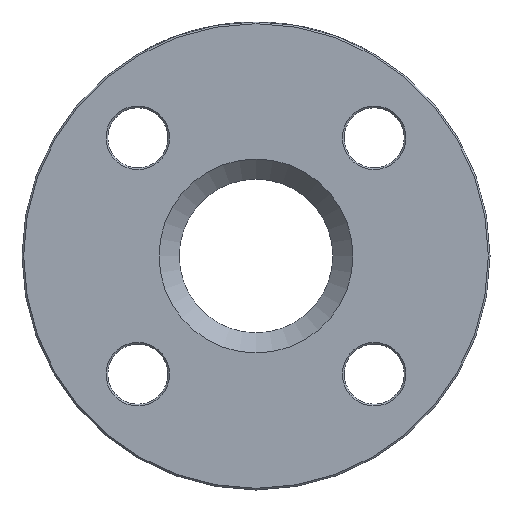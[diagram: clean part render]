
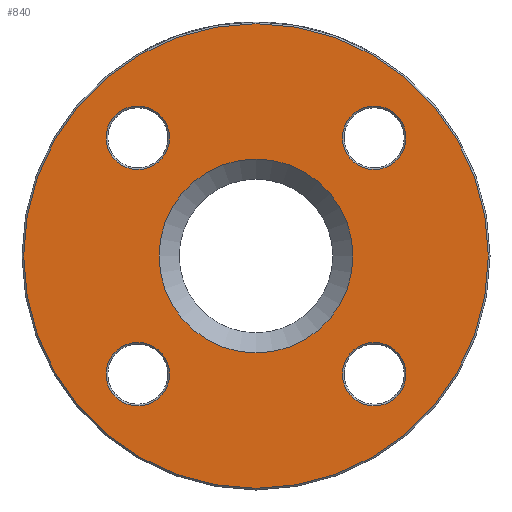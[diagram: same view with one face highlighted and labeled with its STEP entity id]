
A CAD part, left-side view. The second image highlights one B-rep face of the part: STEP entity #840.
In plain terms, the highlighted planar face has unit normal (-1, 0, 0).
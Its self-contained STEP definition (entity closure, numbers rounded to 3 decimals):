
#50 = DIRECTION ( 'NONE',  ( 0., 0., -1. ) ) ;
#73 = AXIS2_PLACEMENT_3D ( 'NONE', #3673, #2529, #234 ) ;
#234 = DIRECTION ( 'NONE',  ( 0., 0., -1. ) ) ;
#297 = ORIENTED_EDGE ( 'NONE', *, *, #4052, .T. ) ;
#449 = EDGE_LOOP ( 'NONE', ( #297 ) ) ;
#569 = FACE_BOUND ( 'NONE', #4950, .T. ) ;
#713 = DIRECTION ( 'NONE',  ( 0., 0., -1. ) ) ;
#840 = ADVANCED_FACE ( 'NONE', ( #1377, #4796, #1424, #3347, #569, #4865 ), #2885, .F. ) ;
#858 = EDGE_LOOP ( 'NONE', ( #4208 ) ) ;
#884 = CIRCLE ( 'NONE', #3309, 9.5 ) ;
#900 = DIRECTION ( 'NONE',  ( 0., 0., -1. ) ) ;
#1154 = EDGE_CURVE ( 'NONE', #2309, #2309, #1288, .T. ) ;
#1288 = CIRCLE ( 'NONE', #2094, 9.5 ) ;
#1377 = FACE_BOUND ( 'NONE', #2676, .T. ) ;
#1424 = FACE_BOUND ( 'NONE', #1691, .T. ) ;
#1492 = DIRECTION ( 'NONE',  ( 1., 0., 0. ) ) ;
#1691 = EDGE_LOOP ( 'NONE', ( #2855 ) ) ;
#1730 = EDGE_CURVE ( 'NONE', #3039, #3039, #2922, .T. ) ;
#1777 = AXIS2_PLACEMENT_3D ( 'NONE', #2474, #4316, #4744 ) ;
#1862 = DIRECTION ( 'NONE',  ( 0., 0., -1. ) ) ;
#1866 = CARTESIAN_POINT ( 'NONE',  ( 0., 35.355, -44.855 ) ) ;
#1934 = CIRCLE ( 'NONE', #2895, 69.5 ) ;
#1938 = VERTEX_POINT ( 'NONE', #4895 ) ;
#1963 = VERTEX_POINT ( 'NONE', #3872 ) ;
#2049 = DIRECTION ( 'NONE',  ( 1., 0., 0. ) ) ;
#2094 = AXIS2_PLACEMENT_3D ( 'NONE', #3238, #2049, #3568 ) ;
#2144 = DIRECTION ( 'NONE',  ( -1., 0., 0. ) ) ;
#2145 = EDGE_CURVE ( 'NONE', #4621, #4621, #884, .T. ) ;
#2309 = VERTEX_POINT ( 'NONE', #3842 ) ;
#2420 = EDGE_CURVE ( 'NONE', #1938, #1938, #3775, .T. ) ;
#2474 = CARTESIAN_POINT ( 'NONE',  ( 0., 0., 0. ) ) ;
#2529 = DIRECTION ( 'NONE',  ( 1., 0., 0. ) ) ;
#2565 = CARTESIAN_POINT ( 'NONE',  ( 0., 0., 0. ) ) ;
#2568 = AXIS2_PLACEMENT_3D ( 'NONE', #3745, #4540, #1862 ) ;
#2661 = VERTEX_POINT ( 'NONE', #2707 ) ;
#2676 = EDGE_LOOP ( 'NONE', ( #2748 ) ) ;
#2707 = CARTESIAN_POINT ( 'NONE',  ( 0., -35.355, -44.855 ) ) ;
#2748 = ORIENTED_EDGE ( 'NONE', *, *, #2420, .T. ) ;
#2855 = ORIENTED_EDGE ( 'NONE', *, *, #1154, .T. ) ;
#2885 = PLANE ( 'NONE',  #73 ) ;
#2895 = AXIS2_PLACEMENT_3D ( 'NONE', #2565, #2144, #713 ) ;
#2922 = CIRCLE ( 'NONE', #3340, 9.5 ) ;
#3016 = CARTESIAN_POINT ( 'NONE',  ( 0., 35.355, 25.855 ) ) ;
#3039 = VERTEX_POINT ( 'NONE', #1866 ) ;
#3238 = CARTESIAN_POINT ( 'NONE',  ( 0., -35.355, 35.355 ) ) ;
#3309 = AXIS2_PLACEMENT_3D ( 'NONE', #3963, #1492, #50 ) ;
#3340 = AXIS2_PLACEMENT_3D ( 'NONE', #4821, #4399, #900 ) ;
#3347 = FACE_BOUND ( 'NONE', #4085, .T. ) ;
#3494 = ORIENTED_EDGE ( 'NONE', *, *, #3799, .T. ) ;
#3568 = DIRECTION ( 'NONE',  ( 0., 0., -1. ) ) ;
#3673 = CARTESIAN_POINT ( 'NONE',  ( 0., 23., 0. ) ) ;
#3745 = CARTESIAN_POINT ( 'NONE',  ( 0., -35.355, -35.355 ) ) ;
#3775 = CIRCLE ( 'NONE', #1777, 29. ) ;
#3799 = EDGE_CURVE ( 'NONE', #2661, #2661, #3945, .T. ) ;
#3842 = CARTESIAN_POINT ( 'NONE',  ( 0., -35.355, 25.855 ) ) ;
#3872 = CARTESIAN_POINT ( 'NONE',  ( 0., 0., -69.5 ) ) ;
#3945 = CIRCLE ( 'NONE', #2568, 9.5 ) ;
#3963 = CARTESIAN_POINT ( 'NONE',  ( 0., 35.355, 35.355 ) ) ;
#4052 = EDGE_CURVE ( 'NONE', #1963, #1963, #1934, .T. ) ;
#4085 = EDGE_LOOP ( 'NONE', ( #3494 ) ) ;
#4208 = ORIENTED_EDGE ( 'NONE', *, *, #2145, .T. ) ;
#4316 = DIRECTION ( 'NONE',  ( 1., 0., 0. ) ) ;
#4399 = DIRECTION ( 'NONE',  ( 1., 0., 0. ) ) ;
#4540 = DIRECTION ( 'NONE',  ( 1., 0., 0. ) ) ;
#4621 = VERTEX_POINT ( 'NONE', #3016 ) ;
#4744 = DIRECTION ( 'NONE',  ( 0., 0., -1. ) ) ;
#4752 = ORIENTED_EDGE ( 'NONE', *, *, #1730, .T. ) ;
#4796 = FACE_OUTER_BOUND ( 'NONE', #449, .T. ) ;
#4821 = CARTESIAN_POINT ( 'NONE',  ( 0., 35.355, -35.355 ) ) ;
#4865 = FACE_BOUND ( 'NONE', #858, .T. ) ;
#4895 = CARTESIAN_POINT ( 'NONE',  ( 0., 0., -29. ) ) ;
#4950 = EDGE_LOOP ( 'NONE', ( #4752 ) ) ;
